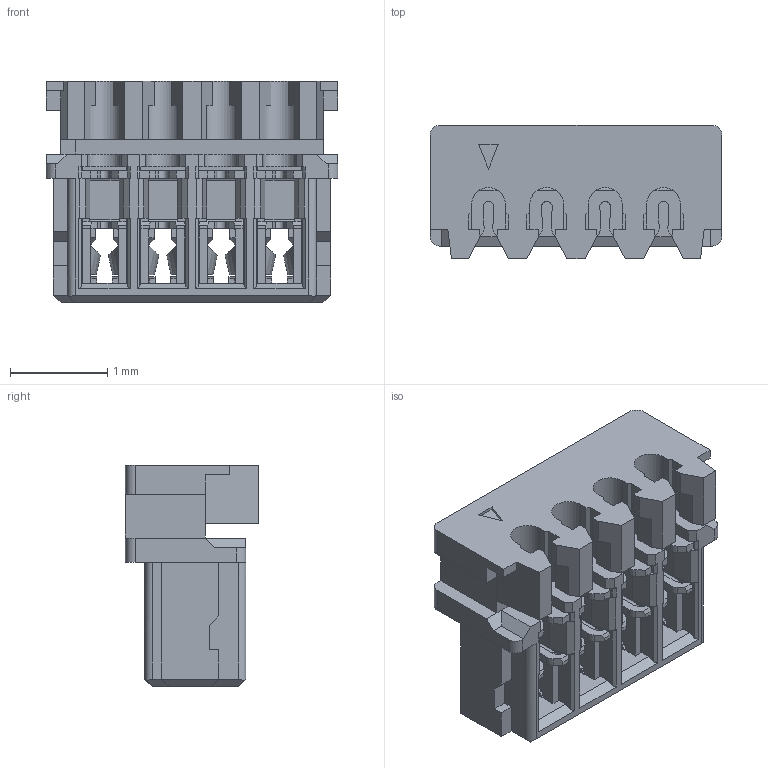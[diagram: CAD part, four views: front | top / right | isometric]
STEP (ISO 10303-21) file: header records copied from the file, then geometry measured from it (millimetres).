
FILE_DESCRIPTION(('CoCreate Modeling STEP Export'),'2;1');
FILE_NAME('WB0611H-04.stp','2021-09-09T11:36:02',(''),(''),'CoCreate Modeling STEP processor for AP214 (Solid Model)','CoCreate Modeling 16.00 13-May-2008 (C) Parametric Technology GmbH','');
FILE_SCHEMA(('AUTOMOTIVE_DESIGN { 1 0 10303 214 1 1 1 1 }'));
Length unit declared in the file: millimetre
Products named in the file (2): WB0611H-04XXXX
Assembly tree (1 placements, depth 2):
  WB0611H-04XXXX
    WB0611H-04XXXX
Bounding box: 3 x 1.37 x 2.28 mm (x, y, z)
Volume: 4.7 mm3; surface area: 50.5 mm2
Topology: 1 solids, 1 shells, 728 faces, 2095 edges, 1347 vertices
Faces by surface type: plane 566, cylinder 130, bspline 32
Entity records: 23300 total; most frequent: CARTESIAN_POINT 4392, ORIENTED_EDGE 4190, DIRECTION 3551, EDGE_CURVE 2095, VECTOR 1747, LINE 1747, VERTEX_POINT 1347, AXIS2_PLACEMENT_3D 902
